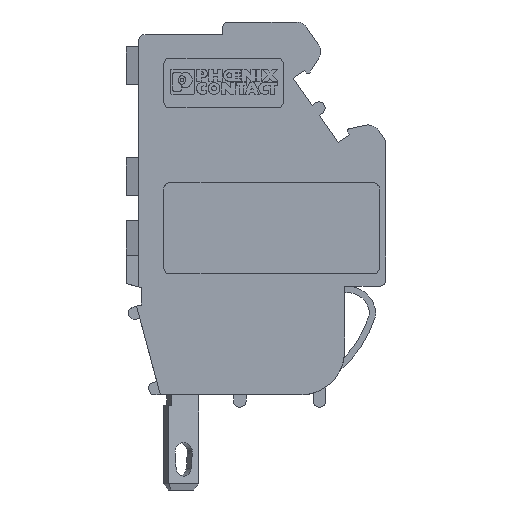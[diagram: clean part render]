
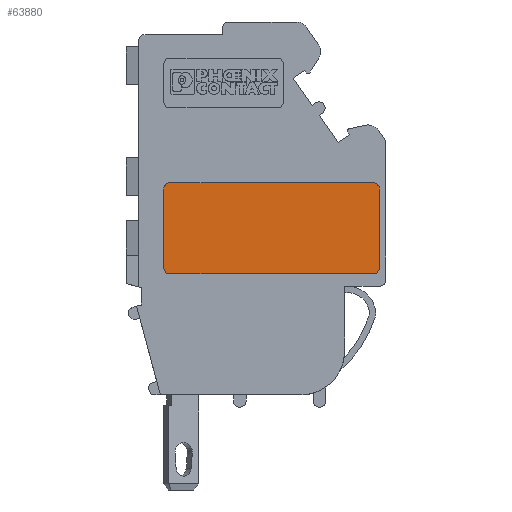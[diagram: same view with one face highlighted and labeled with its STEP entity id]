
A CAD part, left-side view. The second image highlights one B-rep face of the part: STEP entity #63880.
In plain terms, the highlighted face is planar.
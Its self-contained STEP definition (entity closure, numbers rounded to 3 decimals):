
#63130=CARTESIAN_POINT('',(-152.196,113.15,3.95));
#63140=DIRECTION('',(0.,0.,1.));
#63150=DIRECTION('',(1.,0.,0.));
#63160=AXIS2_PLACEMENT_3D('',#63130,#63140,#63150);
#63170=PLANE('',#63160);
#63180=CARTESIAN_POINT('',(-159.596,111.044,3.95));
#63190=DIRECTION('',(0.,0.,1.));
#63200=DIRECTION('',(1.,0.,0.));
#63210=AXIS2_PLACEMENT_3D('',#63180,#63190,#63200);
#63220=CIRCLE('',#63210,0.5);
#63230=CARTESIAN_POINT('',(-159.596,111.544,3.95));
#63240=VERTEX_POINT('',#63230);
#63250=CARTESIAN_POINT('',(-160.096,111.044,3.95));
#63260=VERTEX_POINT('',#63250);
#63270=EDGE_CURVE('',#63240,#63260,#63220,.T.);
#63280=ORIENTED_EDGE('',*,*,#63270,.T.);
#63290=CARTESIAN_POINT('',(-143.296,111.544,3.95));
#63300=DIRECTION('',(-1.,0.,0.));
#63310=VECTOR('',#63300,1.);
#63320=LINE('',#63290,#63310);
#63330=CARTESIAN_POINT('',(-143.296,111.544,3.95));
#63340=VERTEX_POINT('',#63330);
#63350=EDGE_CURVE('',#63340,#63240,#63320,.T.);
#63360=ORIENTED_EDGE('',*,*,#63350,.T.);
#63370=CARTESIAN_POINT('',(-143.296,111.044,3.95));
#63380=DIRECTION('',(0.,0.,1.));
#63390=DIRECTION('',(1.,0.,0.));
#63400=AXIS2_PLACEMENT_3D('',#63370,#63380,#63390);
#63410=CIRCLE('',#63400,0.5);
#63420=CARTESIAN_POINT('',(-142.796,111.044,3.95));
#63430=VERTEX_POINT('',#63420);
#63440=EDGE_CURVE('',#63430,#63340,#63410,.T.);
#63450=ORIENTED_EDGE('',*,*,#63440,.T.);
#63460=CARTESIAN_POINT('',(-142.796,104.744,3.95));
#63470=DIRECTION('',(0.,1.,0.));
#63480=VECTOR('',#63470,1.);
#63490=LINE('',#63460,#63480);
#63500=CARTESIAN_POINT('',(-142.796,104.744,3.95));
#63510=VERTEX_POINT('',#63500);
#63520=EDGE_CURVE('',#63510,#63430,#63490,.T.);
#63530=ORIENTED_EDGE('',*,*,#63520,.T.);
#63540=CARTESIAN_POINT('',(-143.296,104.744,3.95));
#63550=DIRECTION('',(0.,0.,1.));
#63560=DIRECTION('',(1.,0.,0.));
#63570=AXIS2_PLACEMENT_3D('',#63540,#63550,#63560);
#63580=CIRCLE('',#63570,0.5);
#63590=CARTESIAN_POINT('',(-143.296,104.244,3.95));
#63600=VERTEX_POINT('',#63590);
#63610=EDGE_CURVE('',#63600,#63510,#63580,.T.);
#63620=ORIENTED_EDGE('',*,*,#63610,.T.);
#63630=CARTESIAN_POINT('',(-159.596,104.244,3.95));
#63640=DIRECTION('',(1.,0.,0.));
#63650=VECTOR('',#63640,1.);
#63660=LINE('',#63630,#63650);
#63670=CARTESIAN_POINT('',(-159.596,104.244,3.95));
#63680=VERTEX_POINT('',#63670);
#63690=EDGE_CURVE('',#63680,#63600,#63660,.T.);
#63700=ORIENTED_EDGE('',*,*,#63690,.T.);
#63710=CARTESIAN_POINT('',(-159.596,104.744,3.95));
#63720=DIRECTION('',(0.,0.,1.));
#63730=DIRECTION('',(1.,0.,0.));
#63740=AXIS2_PLACEMENT_3D('',#63710,#63720,#63730);
#63750=CIRCLE('',#63740,0.5);
#63760=CARTESIAN_POINT('',(-160.096,104.744,3.95));
#63770=VERTEX_POINT('',#63760);
#63780=EDGE_CURVE('',#63770,#63680,#63750,.T.);
#63790=ORIENTED_EDGE('',*,*,#63780,.T.);
#63800=CARTESIAN_POINT('',(-160.096,104.744,3.95));
#63810=DIRECTION('',(0.,1.,0.));
#63820=VECTOR('',#63810,1.);
#63830=LINE('',#63800,#63820);
#63840=EDGE_CURVE('',#63770,#63260,#63830,.T.);
#63850=ORIENTED_EDGE('',*,*,#63840,.F.);
#63860=EDGE_LOOP('',(#63850,#63790,#63700,#63620,#63530,#63450,#63360,
#63280));
#63870=FACE_OUTER_BOUND('',#63860,.T.);
#63880=ADVANCED_FACE('',(#63870),#63170,.T.);
